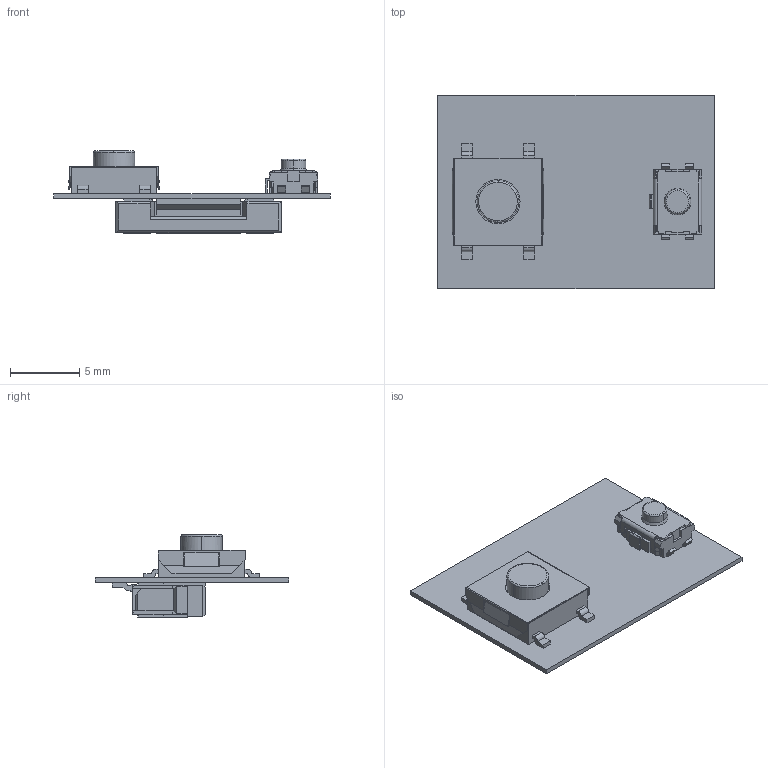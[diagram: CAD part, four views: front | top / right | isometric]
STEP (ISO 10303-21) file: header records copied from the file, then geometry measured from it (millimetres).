
FILE_DESCRIPTION(('STEP AP214'),'1');
FILE_NAME('PCB-SB0101-BUTTON Rev_BoardAndModels.step','2025-05-16T14:59:45',(' '),(' '),'Spatial InterOp 3D','XD3DPlugin XRACreate',' ');
FILE_SCHEMA(('automotive_design'));
Length unit declared in the file: millimetre
Products named in the file (12): DesignRootModel; uid__9223372036924811740; Submodel-BUT-000002 Rev 01 _lpar_Stop Button Switch_rpar_.STEP; BUT-000002 Rev 01 (Stop Button Switch).STEP; Submodel-PTS641SP25SMTR2LFS_part_PTS641SP25SMTR2LFS; Submodel-FFC3B07-05-T.STEP; FFC3B07-05-T.STEP; Submodel-FFC3B07-05-T_part_FFC3B07-05-T; Submodel-BUT-000001 Rev 01 _lpar_Reset Button Switch_rpar_.STEP; BUT-000001 Rev 01 (Reset Button Switch).STEP; Submodel-EVQ-P2D02Q_part_EVQ-P2D02Q; PCB-SB0101-BUTTON Rev_BoardAndModels
Assembly tree (11 placements, depth 5):
  PCB-SB0101-BUTTON Rev_BoardAndModels
    DesignRootModel
      uid__9223372036924811740
      Submodel-PTS641SP25SMTR2LFS_part_PTS641SP25SMTR2LFS
        Submodel-BUT-000002 Rev 01 _lpar_Stop Button Switch_rpar_.STEP
          BUT-000002 Rev 01 (Stop Button Switch).STEP
      Submodel-FFC3B07-05-T_part_FFC3B07-05-T
        Submodel-FFC3B07-05-T.STEP
          FFC3B07-05-T.STEP
      Submodel-EVQ-P2D02Q_part_EVQ-P2D02Q
        Submodel-BUT-000001 Rev 01 _lpar_Reset Button Switch_rpar_.STEP
          BUT-000001 Rev 01 (Reset Button Switch).STEP
Bounding box: 20 x 14 x 5.96 mm (x, y, z)
Volume: 335.2 mm3; surface area: 1276.4 mm2
Topology: 12 solids, 12 shells, 622 faces, 1717 edges, 1116 vertices
Faces by surface type: plane 535, cylinder 77, cone 6, bspline 2, torus 2
Entity records: 24909 total; most frequent: CARTESIAN_POINT 3566, ORIENTED_EDGE 3426, DIRECTION 3165, EDGE_CURVE 1713, LINE 1531, VECTOR 1531, VERTEX_POINT 1116, AXIS2_PLACEMENT_3D 817
